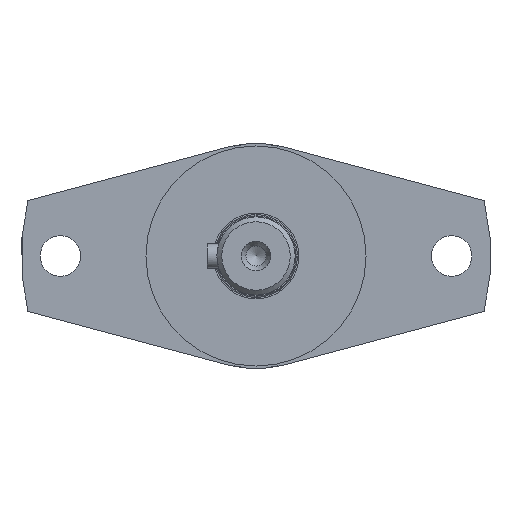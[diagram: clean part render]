
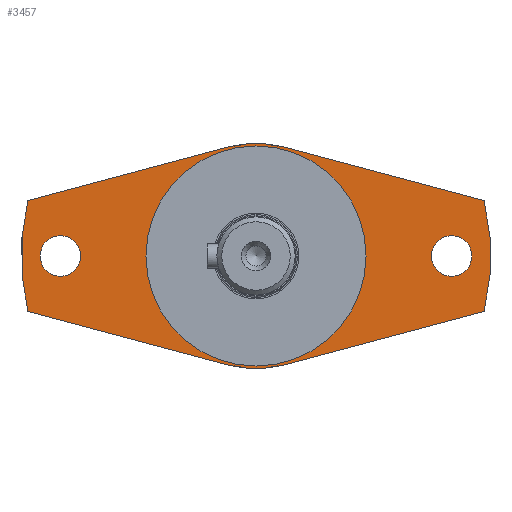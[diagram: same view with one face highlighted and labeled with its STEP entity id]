
A CAD part, left-side view. The second image highlights one B-rep face of the part: STEP entity #3457.
In plain terms, the highlighted planar face has unit normal (-1, 0, 0).
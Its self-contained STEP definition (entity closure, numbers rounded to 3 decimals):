
#109=FACE_BOUND('',#1260,.T.);
#110=FACE_BOUND('',#1261,.T.);
#111=FACE_BOUND('',#1262,.T.);
#561=LINE('',#5876,#841);
#562=LINE('',#5877,#842);
#563=LINE('',#5878,#843);
#564=LINE('',#5879,#844);
#841=VECTOR('',#4693,10.);
#842=VECTOR('',#4694,10.);
#843=VECTOR('',#4695,10.);
#844=VECTOR('',#4696,10.);
#1053=FACE_OUTER_BOUND('',#1259,.T.);
#1259=EDGE_LOOP('',(#3085,#3086,#3087,#3088,#3089,#3090,#3091,#3092));
#1260=EDGE_LOOP('',(#3093));
#1261=EDGE_LOOP('',(#3094));
#1262=EDGE_LOOP('',(#3095,#3096));
#1408=CIRCLE('',#3777,23.);
#1410=CIRCLE('',#3779,23.);
#1415=CIRCLE('',#3786,48.);
#1416=CIRCLE('',#3788,22.5);
#1417=CIRCLE('',#3789,22.5);
#1419=CIRCLE('',#3792,48.);
#1422=CIRCLE('',#3797,4.15);
#1423=CIRCLE('',#3798,4.15);
#1722=VERTEX_POINT('',#5822);
#1723=VERTEX_POINT('',#5824);
#1726=VERTEX_POINT('',#5830);
#1727=VERTEX_POINT('',#5832);
#1733=VERTEX_POINT('',#5848);
#1734=VERTEX_POINT('',#5850);
#1735=VERTEX_POINT('',#5854);
#1736=VERTEX_POINT('',#5855);
#1737=VERTEX_POINT('',#5860);
#1740=VERTEX_POINT('',#5865);
#1743=VERTEX_POINT('',#5880);
#1744=VERTEX_POINT('',#5882);
#2177=EDGE_CURVE('',#1723,#1722,#1408,.T.);
#2181=EDGE_CURVE('',#1727,#1726,#1410,.T.);
#2190=EDGE_CURVE('',#1733,#1734,#1415,.T.);
#2192=EDGE_CURVE('',#1735,#1736,#1416,.T.);
#2193=EDGE_CURVE('',#1736,#1735,#1417,.T.);
#2198=EDGE_CURVE('',#1740,#1737,#1419,.T.);
#2203=EDGE_CURVE('',#1733,#1723,#561,.T.);
#2204=EDGE_CURVE('',#1722,#1737,#562,.T.);
#2205=EDGE_CURVE('',#1740,#1727,#563,.T.);
#2206=EDGE_CURVE('',#1726,#1734,#564,.T.);
#2207=EDGE_CURVE('',#1743,#1743,#1422,.T.);
#2208=EDGE_CURVE('',#1744,#1744,#1423,.T.);
#3085=ORIENTED_EDGE('',*,*,#2203,.T.);
#3086=ORIENTED_EDGE('',*,*,#2177,.T.);
#3087=ORIENTED_EDGE('',*,*,#2204,.T.);
#3088=ORIENTED_EDGE('',*,*,#2198,.F.);
#3089=ORIENTED_EDGE('',*,*,#2205,.T.);
#3090=ORIENTED_EDGE('',*,*,#2181,.T.);
#3091=ORIENTED_EDGE('',*,*,#2206,.T.);
#3092=ORIENTED_EDGE('',*,*,#2190,.F.);
#3093=ORIENTED_EDGE('',*,*,#2207,.T.);
#3094=ORIENTED_EDGE('',*,*,#2208,.T.);
#3095=ORIENTED_EDGE('',*,*,#2192,.T.);
#3096=ORIENTED_EDGE('',*,*,#2193,.T.);
#3280=PLANE('',#3796);
#3457=ADVANCED_FACE('',(#1053,#109,#110,#111),#3280,.T.);
#3777=AXIS2_PLACEMENT_3D('',#5825,#4641,#4642);
#3779=AXIS2_PLACEMENT_3D('',#5833,#4647,#4648);
#3786=AXIS2_PLACEMENT_3D('',#5851,#4665,#4666);
#3788=AXIS2_PLACEMENT_3D('',#5856,#4670,#4671);
#3789=AXIS2_PLACEMENT_3D('',#5857,#4672,#4673);
#3792=AXIS2_PLACEMENT_3D('',#5867,#4681,#4682);
#3796=AXIS2_PLACEMENT_3D('',#5875,#4691,#4692);
#3797=AXIS2_PLACEMENT_3D('',#5881,#4697,#4698);
#3798=AXIS2_PLACEMENT_3D('',#5883,#4699,#4700);
#4641=DIRECTION('center_axis',(-1.,0.,0.));
#4642=DIRECTION('ref_axis',(0.,0.259,0.966));
#4647=DIRECTION('center_axis',(-1.,0.,0.));
#4648=DIRECTION('ref_axis',(0.,0.259,0.966));
#4665=DIRECTION('center_axis',(1.,0.,0.));
#4666=DIRECTION('ref_axis',(0.,-1.,0.));
#4670=DIRECTION('center_axis',(1.,0.,0.));
#4671=DIRECTION('ref_axis',(0.,-1.,0.));
#4672=DIRECTION('center_axis',(1.,0.,0.));
#4673=DIRECTION('ref_axis',(0.,-1.,0.));
#4681=DIRECTION('center_axis',(1.,0.,0.));
#4682=DIRECTION('ref_axis',(0.,-1.,0.));
#4691=DIRECTION('center_axis',(-1.,0.,0.));
#4692=DIRECTION('ref_axis',(0.,0.,-1.));
#4693=DIRECTION('',(0.,0.966,0.259));
#4694=DIRECTION('',(0.,0.966,-0.259));
#4695=DIRECTION('',(0.,-0.966,-0.259));
#4696=DIRECTION('',(0.,-0.966,0.259));
#4697=DIRECTION('center_axis',(1.,0.,0.));
#4698=DIRECTION('ref_axis',(0.,0.,
1.));
#4699=DIRECTION('center_axis',(1.,0.,0.));
#4700=DIRECTION('ref_axis',(0.,0.,
1.));
#5822=CARTESIAN_POINT('',(-138.5,5.953,22.216));
#5824=CARTESIAN_POINT('',(-138.5,-5.953,22.216));
#5825=CARTESIAN_POINT('Origin',(-138.5,0.,0.));
#5830=CARTESIAN_POINT('',(-138.5,-5.953,-22.216));
#5832=CARTESIAN_POINT('',(-138.5,5.953,-22.216));
#5833=CARTESIAN_POINT('Origin',(-138.5,0.,0.));
#5848=CARTESIAN_POINT('',(-138.5,-46.648,11.312));
#5850=CARTESIAN_POINT('',(-138.5,-46.648,-11.312));
#5851=CARTESIAN_POINT('Origin',(-138.5,0.,0.));
#5854=CARTESIAN_POINT('',(-138.5,-22.5,0.));
#5855=CARTESIAN_POINT('',(-138.5,22.5,0.));
#5856=CARTESIAN_POINT('Origin',(-138.5,0.,0.));
#5857=CARTESIAN_POINT('Origin',(-138.5,0.,0.));
#5860=CARTESIAN_POINT('',(-138.5,46.648,11.312));
#5865=CARTESIAN_POINT('',(-138.5,46.648,-11.312));
#5867=CARTESIAN_POINT('Origin',(-138.5,0.,0.));
#5875=CARTESIAN_POINT('Origin',(-138.5,-35.25,0.));
#5876=CARTESIAN_POINT('',(-138.5,-45.921,11.507));
#5877=CARTESIAN_POINT('',(-138.5,-10.492,26.623));
#5878=CARTESIAN_POINT('',(-138.5,13.032,-20.319));
#5879=CARTESIAN_POINT('',(-138.5,-22.397,-17.81));
#5880=CARTESIAN_POINT('',(-138.5,40.,-4.15));
#5881=CARTESIAN_POINT('Origin',(-138.5,40.,0.));
#5882=CARTESIAN_POINT('',(-138.5,-40.,-4.15));
#5883=CARTESIAN_POINT('Origin',(-138.5,-40.,0.));
